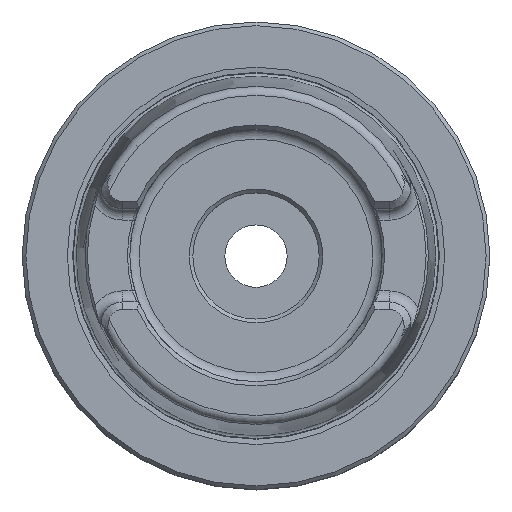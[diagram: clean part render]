
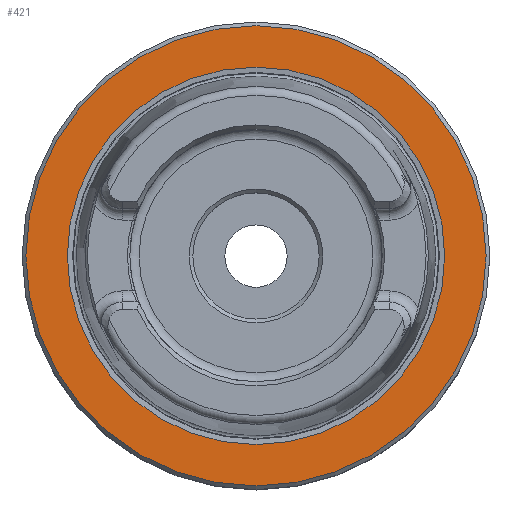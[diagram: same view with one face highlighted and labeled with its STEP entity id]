
A CAD part, top view. The second image highlights one B-rep face of the part: STEP entity #421.
In plain terms, the highlighted planar face has unit normal (0, 0, 1).
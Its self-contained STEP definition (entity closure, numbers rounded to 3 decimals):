
#308=PLANE('',#1816);
#421=ADVANCED_FACE('',(#583,#584),#308,.F.);
#583=FACE_BOUND('',#691,.T.);
#584=FACE_BOUND('',#692,.T.);
#691=EDGE_LOOP('',(#925));
#692=EDGE_LOOP('',(#926));
#925=ORIENTED_EDGE('',*,*,#1479,.T.);
#926=ORIENTED_EDGE('',*,*,#1473,.T.);
#1313=VERTEX_POINT('',#2995);
#1319=VERTEX_POINT('',#3014);
#1473=EDGE_CURVE('',#1313,#1313,#1645,.T.);
#1479=EDGE_CURVE('',#1319,#1319,#1651,.T.);
#1645=CIRCLE('',#1802,25.42);
#1651=CIRCLE('',#1815,31.);
#1802=AXIS2_PLACEMENT_3D('',#2994,#2089,#2090);
#1815=AXIS2_PLACEMENT_3D('',#3013,#2115,#2116);
#1816=AXIS2_PLACEMENT_3D('',#3015,#2117,#2118);
#2089=DIRECTION('',(0.,0.,-1.));
#2090=DIRECTION('',(1.,0.,0.));
#2115=DIRECTION('',(0.,0.,1.));
#2116=DIRECTION('',(1.,0.,0.));
#2117=DIRECTION('',(0.,0.,-1.));
#2118=DIRECTION('',(-1.,0.,0.));
#2994=CARTESIAN_POINT('',(0.,0.,0.));
#2995=CARTESIAN_POINT('',(25.42,0.,0.));
#3013=CARTESIAN_POINT('',(0.,0.,0.));
#3014=CARTESIAN_POINT('',(31.,0.,0.));
#3015=CARTESIAN_POINT('',(-31.5,0.,0.));
